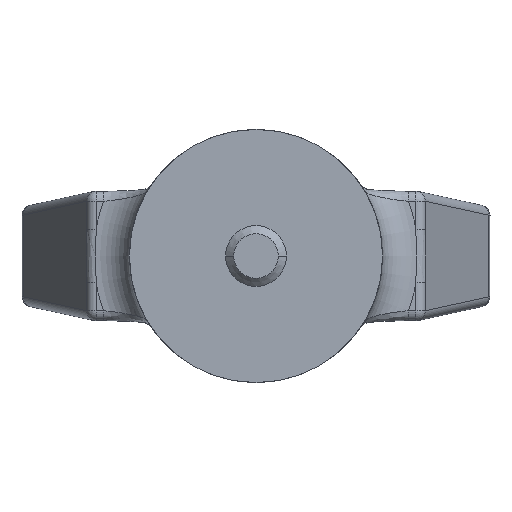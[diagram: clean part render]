
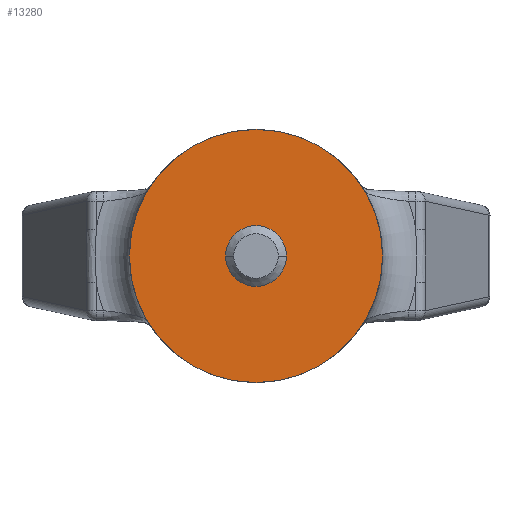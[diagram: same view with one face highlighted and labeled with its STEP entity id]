
A CAD part, front view. The second image highlights one B-rep face of the part: STEP entity #13280.
In plain terms, the highlighted planar face has unit normal (0, -1, 0).
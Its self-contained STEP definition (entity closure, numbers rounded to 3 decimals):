
#3458=CARTESIAN_POINT('',(0.,-22.,0.));
#3459=DIRECTION('',(0.,-1.,0.));
#3460=DIRECTION('',(-1.,0.,0.));
#3461=AXIS2_PLACEMENT_3D('',#3458,#3459,#3460);
#3463=CARTESIAN_POINT('',(0.,-22.,0.));
#3464=DIRECTION('',(0.,1.,0.));
#3465=DIRECTION('',(-1.,0.,0.));
#3466=AXIS2_PLACEMENT_3D('',#3463,#3464,#3465);
#6893=CARTESIAN_POINT('',(-12.5,-22.,0.));
#6894=CARTESIAN_POINT('',(12.5,-22.,0.));
#6895=VERTEX_POINT('',#6893);
#6896=VERTEX_POINT('',#6894);
#13271=CARTESIAN_POINT('',(0.,-22.,0.));
#13272=DIRECTION('',(0.,1.,0.));
#13273=DIRECTION('',(1.,0.,0.));
#13274=AXIS2_PLACEMENT_3D('',#13271,#13272,#13273);
#13275=PLANE('',#13274);
#13276=ORIENTED_EDGE('',*,*,#12628,.F.);
#13277=ORIENTED_EDGE('',*,*,#8950,.T.);
#13278=EDGE_LOOP('',(#13276,#13277));
#13279=FACE_OUTER_BOUND('',#13278,.F.);
#13280=ADVANCED_FACE('',(#13279),#13275,.F.);
#3462=CIRCLE('',#3461,12.5);
#3467=CIRCLE('',#3466,12.5);
#8950=EDGE_CURVE('',#6895,#6896,#3467,.T.);
#12628=EDGE_CURVE('',#6895,#6896,#3462,.T.);
